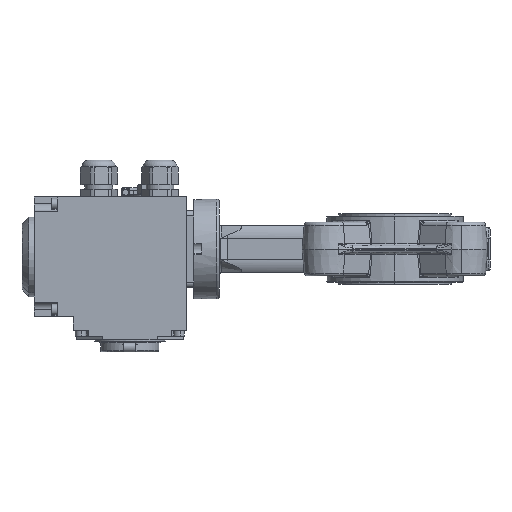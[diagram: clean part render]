
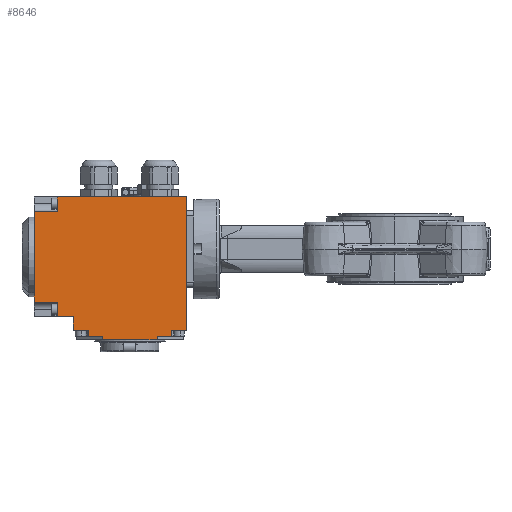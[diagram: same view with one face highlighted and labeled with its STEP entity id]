
A CAD part, left-side view. The second image highlights one B-rep face of the part: STEP entity #8646.
In plain terms, the highlighted planar face has unit normal (-1, 0, 0).
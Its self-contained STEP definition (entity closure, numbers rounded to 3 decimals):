
#138 = ORIENTED_EDGE ( 'NONE', *, *, #28180, .F. ) ;
#668 = DIRECTION ( 'NONE',  ( 0., -1., 0. ) ) ;
#1170 = DIRECTION ( 'NONE',  ( 0., -1., 0. ) ) ;
#3385 = CARTESIAN_POINT ( 'NONE',  ( -49., 199.75, -59. ) ) ;
#3884 = EDGE_CURVE ( 'NONE', #31371, #13164, #38551, .T. ) ;
#4066 = VERTEX_POINT ( 'NONE', #35071 ) ;
#4082 = CARTESIAN_POINT ( 'NONE',  ( -49., 199.75, -59. ) ) ;
#4232 = CARTESIAN_POINT ( 'NONE',  ( -49., 136., -53. ) ) ;
#4411 = VERTEX_POINT ( 'NONE', #18649 ) ;
#4424 = CARTESIAN_POINT ( 'NONE',  ( -49., 145.75, -53. ) ) ;
#4577 = DIRECTION ( 'NONE',  ( 0., -1., 0. ) ) ;
#5089 = VECTOR ( 'NONE', #7295, 1000. ) ;
#5154 = VERTEX_POINT ( 'NONE', #37434 ) ;
#5565 = ORIENTED_EDGE ( 'NONE', *, *, #16347, .F. ) ;
#5702 = VERTEX_POINT ( 'NONE', #27282 ) ;
#6010 = LINE ( 'NONE', #37999, #12664 ) ;
#6773 = EDGE_LOOP ( 'NONE', ( #35836, #16156, #25899, #13209, #35019, #11835, #35807, #5565, #18077, #21610, #30353, #8859, #138, #14610, #35845, #22527, #18591, #35199 ) ) ;
#7295 = DIRECTION ( 'NONE',  ( 0., 1., 0. ) ) ;
#7562 = CARTESIAN_POINT ( 'NONE',  ( -49., 145.75, -57. ) ) ;
#8057 = VERTEX_POINT ( 'NONE', #7562 ) ;
#8171 = EDGE_CURVE ( 'NONE', #24214, #4066, #26036, .T. ) ;
#8646 = ADVANCED_FACE ( 'NONE', ( #11803 ), #16517, .F. ) ;
#8723 = CARTESIAN_POINT ( 'NONE',  ( -49., 136., -53. ) ) ;
#8859 = ORIENTED_EDGE ( 'NONE', *, *, #28631, .T. ) ;
#8965 = CARTESIAN_POINT ( 'NONE',  ( -49., 199.75, -57. ) ) ;
#9166 = LINE ( 'NONE', #16076, #21016 ) ;
#9531 = CARTESIAN_POINT ( 'NONE',  ( -49., 190.529, -33. ) ) ;
#9956 = CARTESIAN_POINT ( 'NONE',  ( -49., 209.5, -53. ) ) ;
#10307 = DIRECTION ( 'NONE',  ( 0., 0., 1. ) ) ;
#10665 = DIRECTION ( 'NONE',  ( 0., 0., -1. ) ) ;
#10822 = EDGE_CURVE ( 'NONE', #8057, #22421, #38632, .T. ) ;
#10919 = DIRECTION ( 'NONE',  ( 0., 0., 1. ) ) ;
#11138 = EDGE_CURVE ( 'NONE', #25269, #17519, #6010, .T. ) ;
#11252 = VECTOR ( 'NONE', #21428, 1000. ) ;
#11363 = LINE ( 'NONE', #30748, #11855 ) ;
#11503 = CARTESIAN_POINT ( 'NONE',  ( -49., 235., -44. ) ) ;
#11803 = FACE_OUTER_BOUND ( 'NONE', #6773, .T. ) ;
#11835 = ORIENTED_EDGE ( 'NONE', *, *, #32151, .T. ) ;
#11855 = VECTOR ( 'NONE', #12505, 1000. ) ;
#12505 = DIRECTION ( 'NONE',  ( 0., -1., 0. ) ) ;
#12664 = VECTOR ( 'NONE', #10919, 1000. ) ;
#12715 = DIRECTION ( 'NONE',  ( 0., 0., -1. ) ) ;
#13158 = LINE ( 'NONE', #19865, #5089 ) ;
#13164 = VERTEX_POINT ( 'NONE', #22467 ) ;
#13209 = ORIENTED_EDGE ( 'NONE', *, *, #32253, .F. ) ;
#13523 = VECTOR ( 'NONE', #30896, 1000. ) ;
#13719 = CARTESIAN_POINT ( 'NONE',  ( -49., 154.971, -59. ) ) ;
#14121 = CARTESIAN_POINT ( 'NONE',  ( -49., 220., -44. ) ) ;
#14203 = VECTOR ( 'NONE', #25142, 1000. ) ;
#14610 = ORIENTED_EDGE ( 'NONE', *, *, #8171, .F. ) ;
#14989 = DIRECTION ( 'NONE',  ( 0., 1., 0. ) ) ;
#15284 = DIRECTION ( 'NONE',  ( 0., 1., 0. ) ) ;
#15474 = VECTOR ( 'NONE', #22007, 1000. ) ;
#15482 = AXIS2_PLACEMENT_3D ( 'NONE', #31682, #34844, #4577 ) ;
#15593 = VECTOR ( 'NONE', #10665, 1000. ) ;
#15601 = VERTEX_POINT ( 'NONE', #23191 ) ;
#16076 = CARTESIAN_POINT ( 'NONE',  ( -49., 190.529, -57. ) ) ;
#16156 = ORIENTED_EDGE ( 'NONE', *, *, #18710, .F. ) ;
#16347 = EDGE_CURVE ( 'NONE', #4411, #31371, #38694, .T. ) ;
#16517 = PLANE ( 'NONE',  #15482 ) ;
#16688 = CARTESIAN_POINT ( 'NONE',  ( -49., 220., 24.5 ) ) ;
#16752 = VECTOR ( 'NONE', #14989, 1000. ) ;
#17188 = EDGE_CURVE ( 'NONE', #4411, #8057, #30183, .T. ) ;
#17234 = DIRECTION ( 'NONE',  ( 0., 0., 1. ) ) ;
#17452 = CARTESIAN_POINT ( 'NONE',  ( -49., 235., 24.5 ) ) ;
#17519 = VERTEX_POINT ( 'NONE', #17452 ) ;
#18077 = ORIENTED_EDGE ( 'NONE', *, *, #17188, .T. ) ;
#18591 = ORIENTED_EDGE ( 'NONE', *, *, #26487, .T. ) ;
#18649 = CARTESIAN_POINT ( 'NONE',  ( -49., 154.971, -57. ) ) ;
#18710 = EDGE_CURVE ( 'NONE', #35673, #5702, #35291, .T. ) ;
#19865 = CARTESIAN_POINT ( 'NONE',  ( -49., 235., 24.5 ) ) ;
#19933 = VECTOR ( 'NONE', #15284, 1000. ) ;
#20644 = CARTESIAN_POINT ( 'NONE',  ( -49., 235., -34.5 ) ) ;
#21016 = VECTOR ( 'NONE', #668, 1000. ) ;
#21288 = VERTEX_POINT ( 'NONE', #8965 ) ;
#21428 = DIRECTION ( 'NONE',  ( 0., 0., 1. ) ) ;
#21610 = ORIENTED_EDGE ( 'NONE', *, *, #10822, .T. ) ;
#22007 = DIRECTION ( 'NONE',  ( 0., 0., 1. ) ) ;
#22274 = LINE ( 'NONE', #39145, #19933 ) ;
#22386 = VECTOR ( 'NONE', #1170, 1000. ) ;
#22421 = VERTEX_POINT ( 'NONE', #4424 ) ;
#22467 = CARTESIAN_POINT ( 'NONE',  ( -49., 190.529, -59. ) ) ;
#22490 = VECTOR ( 'NONE', #10307, 1000. ) ;
#22527 = ORIENTED_EDGE ( 'NONE', *, *, #11138, .F. ) ;
#22642 = CARTESIAN_POINT ( 'NONE',  ( -49., 190.529, -57. ) ) ;
#22727 = EDGE_CURVE ( 'NONE', #24214, #17519, #13158, .T. ) ;
#23191 = CARTESIAN_POINT ( 'NONE',  ( -49., 220., -44. ) ) ;
#23414 = CARTESIAN_POINT ( 'NONE',  ( -49., 209.5, -53. ) ) ;
#24214 = VERTEX_POINT ( 'NONE', #16688 ) ;
#24258 = VERTEX_POINT ( 'NONE', #29495 ) ;
#24765 = LINE ( 'NONE', #33063, #16752 ) ;
#24795 = VECTOR ( 'NONE', #38837, 1000. ) ;
#25065 = LINE ( 'NONE', #4232, #14203 ) ;
#25070 = VECTOR ( 'NONE', #17234, 1000. ) ;
#25142 = DIRECTION ( 'NONE',  ( 0., 0., 1. ) ) ;
#25269 = VERTEX_POINT ( 'NONE', #20644 ) ;
#25318 = VERTEX_POINT ( 'NONE', #8723 ) ;
#25730 = LINE ( 'NONE', #11503, #24795 ) ;
#25899 = ORIENTED_EDGE ( 'NONE', *, *, #33406, .F. ) ;
#26036 = LINE ( 'NONE', #35145, #25070 ) ;
#26487 = EDGE_CURVE ( 'NONE', #25269, #5154, #37463, .T. ) ;
#26726 = DIRECTION ( 'NONE',  ( 0., -1., 0. ) ) ;
#26875 = CARTESIAN_POINT ( 'NONE',  ( -49., 199.75, -53. ) ) ;
#27282 = CARTESIAN_POINT ( 'NONE',  ( -49., 209.5, -44. ) ) ;
#28180 = EDGE_CURVE ( 'NONE', #4066, #24258, #11363, .T. ) ;
#28631 = EDGE_CURVE ( 'NONE', #25318, #24258, #25065, .T. ) ;
#29330 = DIRECTION ( 'NONE',  ( 0., 0., -1. ) ) ;
#29356 = EDGE_CURVE ( 'NONE', #5154, #15601, #34013, .T. ) ;
#29495 = CARTESIAN_POINT ( 'NONE',  ( -49., 136., 34. ) ) ;
#30058 = VECTOR ( 'NONE', #12715, 1000. ) ;
#30183 = LINE ( 'NONE', #37917, #35776 ) ;
#30353 = ORIENTED_EDGE ( 'NONE', *, *, #35242, .F. ) ;
#30537 = LINE ( 'NONE', #4082, #22490 ) ;
#30748 = CARTESIAN_POINT ( 'NONE',  ( -49., 235., 34. ) ) ;
#30896 = DIRECTION ( 'NONE',  ( 0., 1., 0. ) ) ;
#31371 = VERTEX_POINT ( 'NONE', #13719 ) ;
#31682 = CARTESIAN_POINT ( 'NONE',  ( -49., 235., -44. ) ) ;
#32035 = VERTEX_POINT ( 'NONE', #26875 ) ;
#32151 = EDGE_CURVE ( 'NONE', #35488, #13164, #34751, .T. ) ;
#32253 = EDGE_CURVE ( 'NONE', #21288, #32035, #30537, .T. ) ;
#33054 = EDGE_CURVE ( 'NONE', #21288, #35488, #9166, .T. ) ;
#33063 = CARTESIAN_POINT ( 'NONE',  ( -49., 209.5, -53. ) ) ;
#33406 = EDGE_CURVE ( 'NONE', #32035, #35673, #24765, .T. ) ;
#34013 = LINE ( 'NONE', #14121, #38679 ) ;
#34751 = LINE ( 'NONE', #9531, #30058 ) ;
#34844 = DIRECTION ( 'NONE',  ( 1., 0., 0. ) ) ;
#35019 = ORIENTED_EDGE ( 'NONE', *, *, #33054, .T. ) ;
#35071 = CARTESIAN_POINT ( 'NONE',  ( -49., 220., 34. ) ) ;
#35145 = CARTESIAN_POINT ( 'NONE',  ( -49., 220., -44. ) ) ;
#35199 = ORIENTED_EDGE ( 'NONE', *, *, #29356, .T. ) ;
#35242 = EDGE_CURVE ( 'NONE', #25318, #22421, #22274, .T. ) ;
#35291 = LINE ( 'NONE', #9956, #15474 ) ;
#35488 = VERTEX_POINT ( 'NONE', #22642 ) ;
#35673 = VERTEX_POINT ( 'NONE', #23414 ) ;
#35776 = VECTOR ( 'NONE', #26726, 1000. ) ;
#35807 = ORIENTED_EDGE ( 'NONE', *, *, #3884, .F. ) ;
#35836 = ORIENTED_EDGE ( 'NONE', *, *, #39160, .T. ) ;
#35845 = ORIENTED_EDGE ( 'NONE', *, *, #22727, .T. ) ;
#36577 = CARTESIAN_POINT ( 'NONE',  ( -49., 145.75, -59. ) ) ;
#37412 = CARTESIAN_POINT ( 'NONE',  ( -49., 235., -34.5 ) ) ;
#37434 = CARTESIAN_POINT ( 'NONE',  ( -49., 220., -34.5 ) ) ;
#37463 = LINE ( 'NONE', #37412, #22386 ) ;
#37616 = CARTESIAN_POINT ( 'NONE',  ( -49., 154.971, -33. ) ) ;
#37917 = CARTESIAN_POINT ( 'NONE',  ( -49., 154.971, -57. ) ) ;
#37999 = CARTESIAN_POINT ( 'NONE',  ( -49., 235., -44. ) ) ;
#38551 = LINE ( 'NONE', #3385, #13523 ) ;
#38632 = LINE ( 'NONE', #36577, #11252 ) ;
#38679 = VECTOR ( 'NONE', #29330, 1000. ) ;
#38694 = LINE ( 'NONE', #37616, #15593 ) ;
#38837 = DIRECTION ( 'NONE',  ( 0., -1., 0. ) ) ;
#39145 = CARTESIAN_POINT ( 'NONE',  ( -49., 209.5, -53. ) ) ;
#39160 = EDGE_CURVE ( 'NONE', #15601, #5702, #25730, .T. ) ;
